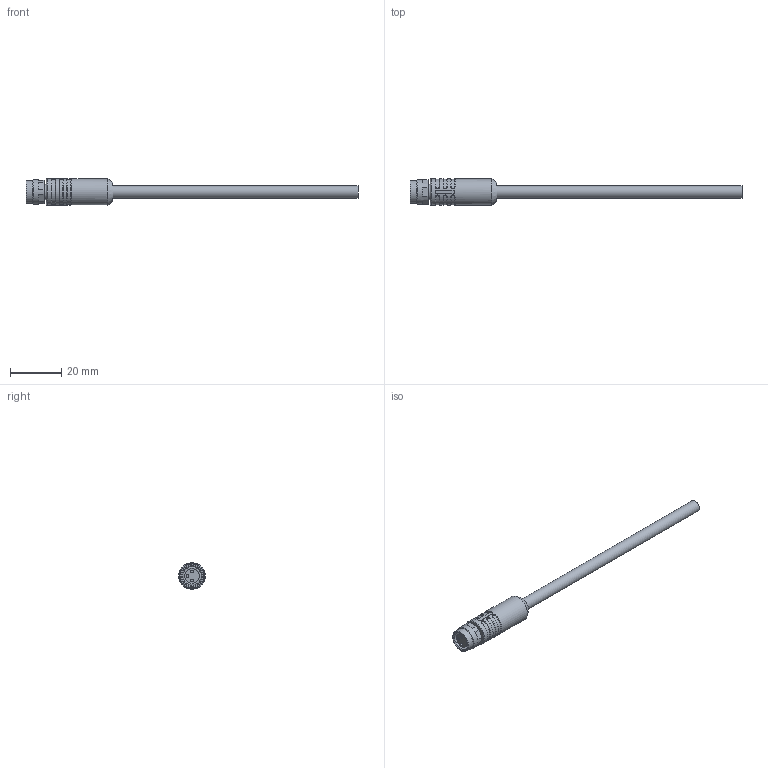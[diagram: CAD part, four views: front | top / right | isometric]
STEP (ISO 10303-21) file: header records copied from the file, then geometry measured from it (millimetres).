
FILE_DESCRIPTION(/* description */ (''),/* implementation_level */ '2;1');
FILE_NAME(/* name */ 'AL-SKP3P2-m.stp',/* time_stamp */ '2023-01-11T13:57:54+01:00',/* author */ ('ESCHA GmbH & Co. KG'),/* organization */ ('ESCHA GmbH & Co. KG'),/* preprocessor_version */ 'ST-DEVELOPER v16',/* originating_system */ 'SIEMENS PLM Software NX 10.0',/* authorisation */ '');
FILE_SCHEMA (('AUTOMOTIVE_DESIGN { 1 0 10303 214 3 1 1 1 }'));
Length unit declared in the file: millimetre
Products named in the file (1): 5029877__Umspritzung_part_320459
Bounding box: 129.6 x 10.3 x 10.3 mm (x, y, z)
Volume: 4159.4 mm3; surface area: 2905.7 mm2
Topology: 1 solids, 1 shells, 128 faces, 284 edges, 173 vertices
Faces by surface type: cylinder 36, plane 32, torus 26, bspline 24, cone 10
Full cylindrical faces by diameter (mm): 1.1 x3, 4.7 x1, 5.7 x1, 5.9 x1, 7.2 x1, 8.8 x1, 9.6 x1, 10.3 x1
Entity records: 5452 total; most frequent: CARTESIAN_POINT 2843, DIRECTION 538, ORIENTED_EDGE 516, EDGE_CURVE 258, AXIS2_PLACEMENT_3D 243, VERTEX_POINT 164, EDGE_LOOP 160, CIRCLE 138
